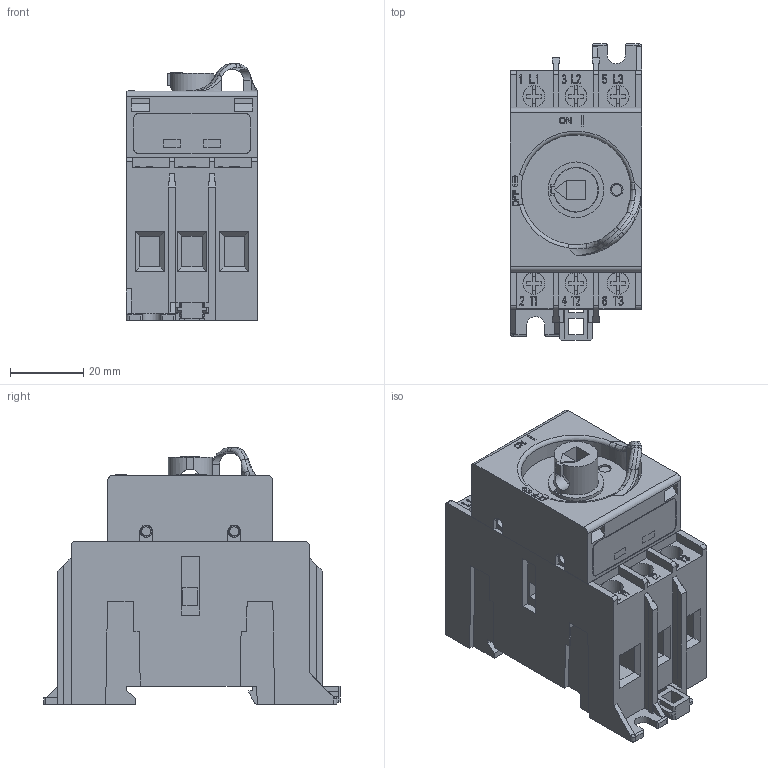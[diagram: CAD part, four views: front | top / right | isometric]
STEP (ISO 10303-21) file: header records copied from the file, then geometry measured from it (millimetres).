
FILE_DESCRIPTION((''),'2;1');
FILE_NAME('PROCUS_KS31-XX_ASM','2015-06-09T',('kjell_andersson'),(''),'PRO/ENGINEER BY PARAMETRIC TECHNOLOGY CORPORATION, 2013230','PRO/ENGINEER BY PARAMETRIC TECHNOLOGY CORPORATION, 2013230','');
FILE_SCHEMA(('CONFIG_CONTROL_DESIGN'));
Length unit declared in the file: millimetre
Products named in the file (6): KSXA3_LIGHT; PMR240; KSXA3_LIGHT_ASM; PMR239_LIGHT_GEN; PEMS25_LIGHT; PROCUS_KS31-XX_ASM
Assembly tree (5 placements, depth 3):
  PROCUS_KS31-XX_ASM
    KSXA3_LIGHT_ASM
      KSXA3_LIGHT
      PMR240
    PMR239_LIGHT_GEN
    PEMS25_LIGHT
Bounding box: 36 x 81 x 70.1 mm (x, y, z)
Volume: 112989.8 mm3; surface area: 32847.7 mm2
Topology: 4 solids, 4 shells, 1193 faces, 3339 edges, 2204 vertices
Faces by surface type: plane 1077, cylinder 99, bspline 11, torus 6
Entity records: 39005 total; most frequent: CARTESIAN_POINT 8102, ORIENTED_EDGE 6674, DIRECTION 5859, EDGE_CURVE 3337, VECTOR 3053, LINE 3053, VERTEX_POINT 2204, AXIS2_PLACEMENT_3D 1403
